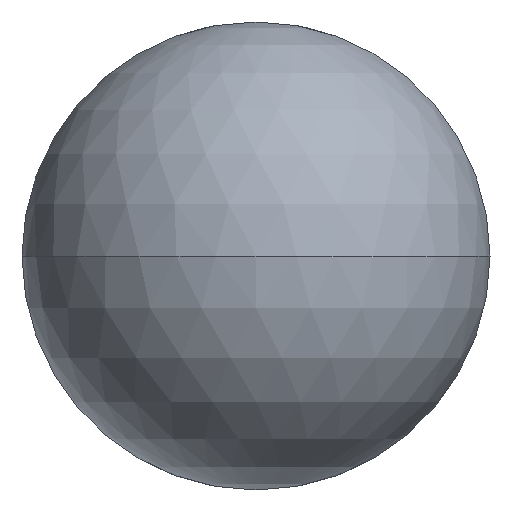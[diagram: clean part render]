
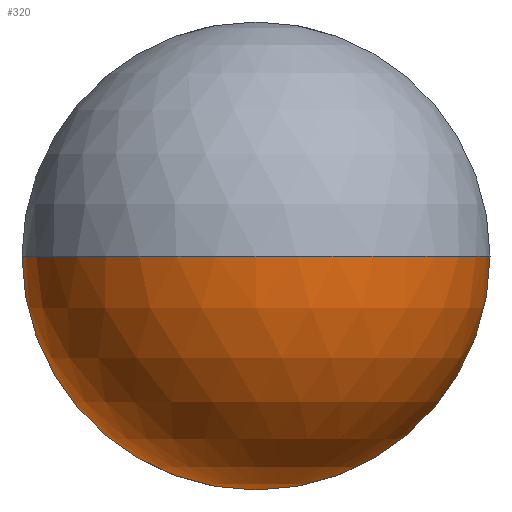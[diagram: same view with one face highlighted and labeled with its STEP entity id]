
A CAD part, front view. The second image highlights one B-rep face of the part: STEP entity #320.
In plain terms, the highlighted spherical face has radius 6.35 mm.
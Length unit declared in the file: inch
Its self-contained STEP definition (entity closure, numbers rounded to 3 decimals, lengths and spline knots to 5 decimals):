
#7 = CIRCLE ( 'NONE', #288, 0.25 ) ;
#17 = AXIS2_PLACEMENT_3D ( 'NONE', #23, #63, #66 ) ;
#23 = CARTESIAN_POINT ( 'NONE',  ( 0., 0.25, 0. ) ) ;
#24 = CIRCLE ( 'NONE', #17, 0.25 ) ;
#29 = DIRECTION ( 'NONE',  ( -1., 0., 0. ) ) ;
#33 = DIRECTION ( 'NONE',  ( 0., -1., 0. ) ) ;
#43 = CARTESIAN_POINT ( 'NONE',  ( 0.25, 0.25, 0. ) ) ;
#52 = EDGE_CURVE ( 'NONE', #520, #244, #407, .T. ) ;
#61 = CARTESIAN_POINT ( 'NONE',  ( 0., 0.25, 0. ) ) ;
#63 = DIRECTION ( 'NONE',  ( 0., 0., 1. ) ) ;
#66 = DIRECTION ( 'NONE',  ( 1., 0., 0. ) ) ;
#82 = ORIENTED_EDGE ( 'NONE', *, *, #52, .T. ) ;
#84 = CARTESIAN_POINT ( 'NONE',  ( -0.25, 0.25, 0. ) ) ;
#88 = CIRCLE ( 'NONE', #182, 0.25 ) ;
#132 = EDGE_CURVE ( 'NONE', #244, #442, #7, .T. ) ;
#147 = EDGE_CURVE ( 'NONE', #179, #442, #24, .T. ) ;
#168 = ORIENTED_EDGE ( 'NONE', *, *, #132, .T. ) ;
#179 = VERTEX_POINT ( 'NONE', #84 ) ;
#182 = AXIS2_PLACEMENT_3D ( 'NONE', #432, #33, #193 ) ;
#193 = DIRECTION ( 'NONE',  ( 0., 0., -1. ) ) ;
#225 = DIRECTION ( 'NONE',  ( 0., 0., -1. ) ) ;
#234 = CARTESIAN_POINT ( 'NONE',  ( 0., 0.25, 0. ) ) ;
#239 = AXIS2_PLACEMENT_3D ( 'NONE', #366, #325, #493 ) ;
#244 = VERTEX_POINT ( 'NONE', #43 ) ;
#259 = SPHERICAL_SURFACE ( 'NONE', #425, 0.25 ) ;
#282 = FACE_OUTER_BOUND ( 'NONE', #450, .T. ) ;
#288 = AXIS2_PLACEMENT_3D ( 'NONE', #234, #225, #29 ) ;
#320 = ADVANCED_FACE ( 'NONE', ( #282 ), #259, .T. ) ;
#325 = DIRECTION ( 'NONE',  ( 0., -1., 0. ) ) ;
#339 = ORIENTED_EDGE ( 'NONE', *, *, #147, .F. ) ;
#366 = CARTESIAN_POINT ( 'NONE',  ( 0., 0.25, 0. ) ) ;
#372 = DIRECTION ( 'NONE',  ( 0., 0., -1. ) ) ;
#389 = ORIENTED_EDGE ( 'NONE', *, *, #454, .T. ) ;
#407 = CIRCLE ( 'NONE', #239, 0.25 ) ;
#425 = AXIS2_PLACEMENT_3D ( 'NONE', #61, #372, #463 ) ;
#432 = CARTESIAN_POINT ( 'NONE',  ( 0., 0.25, 0. ) ) ;
#442 = VERTEX_POINT ( 'NONE', #513 ) ;
#444 = CARTESIAN_POINT ( 'NONE',  ( 0., 0.25, -0.25 ) ) ;
#450 = EDGE_LOOP ( 'NONE', ( #389, #82, #168, #339 ) ) ;
#454 = EDGE_CURVE ( 'NONE', #179, #520, #88, .T. ) ;
#463 = DIRECTION ( 'NONE',  ( -1., 0., 0. ) ) ;
#493 = DIRECTION ( 'NONE',  ( 0., 0., -1. ) ) ;
#513 = CARTESIAN_POINT ( 'NONE',  ( 0., 0., 0. ) ) ;
#520 = VERTEX_POINT ( 'NONE', #444 ) ;
